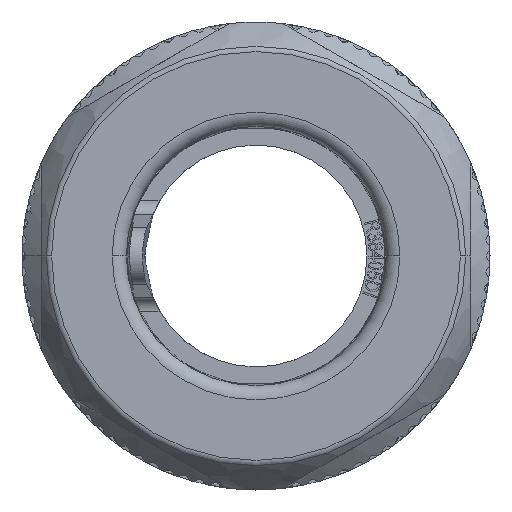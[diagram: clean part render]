
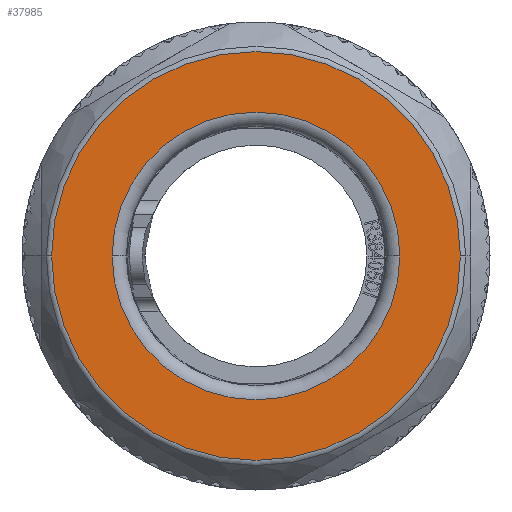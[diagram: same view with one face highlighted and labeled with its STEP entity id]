
A CAD part, left-side view. The second image highlights one B-rep face of the part: STEP entity #37985.
In plain terms, the highlighted planar face has unit normal (-1, 0, 0).
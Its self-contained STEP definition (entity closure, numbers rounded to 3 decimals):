
#366 = DIRECTION ( 'NONE',  ( -1., 0., 0. ) ) ;
#1625 = CARTESIAN_POINT ( 'NONE',  ( -16.929, 0., 0. ) ) ;
#1978 = VERTEX_POINT ( 'NONE', #27598 ) ;
#3973 = CARTESIAN_POINT ( 'NONE',  ( -16.929, 0., 0. ) ) ;
#6737 = DIRECTION ( 'NONE',  ( 0., 1., 0. ) ) ;
#7993 = CARTESIAN_POINT ( 'NONE',  ( -16.929, 0., 0. ) ) ;
#9036 = CIRCLE ( 'NONE', #43411, 10.05 ) ;
#9806 = EDGE_CURVE ( 'NONE', #1978, #38017, #25427, .T. ) ;
#10206 = ORIENTED_EDGE ( 'NONE', *, *, #9806, .T. ) ;
#11228 = EDGE_LOOP ( 'NONE', ( #10206, #34278 ) ) ;
#12792 = DIRECTION ( 'NONE',  ( 0., 1., 0. ) ) ;
#14582 = CARTESIAN_POINT ( 'NONE',  ( -16.929, -14.282, 0. ) ) ;
#16405 = FACE_BOUND ( 'NONE', #23293, .T. ) ;
#23293 = EDGE_LOOP ( 'NONE', ( #42578, #49097 ) ) ;
#23523 = CARTESIAN_POINT ( 'NONE',  ( -16.929, 0., 0. ) ) ;
#23789 = DIRECTION ( 'NONE',  ( 0., 1., 0. ) ) ;
#25004 = CARTESIAN_POINT ( 'NONE',  ( -16.929, -10.05, 0. ) ) ;
#25427 = CIRCLE ( 'NONE', #49448, 14.282 ) ;
#25471 = DIRECTION ( 'NONE',  ( -1., 0., 0. ) ) ;
#27598 = CARTESIAN_POINT ( 'NONE',  ( -16.929, 14.282, 0. ) ) ;
#28313 = AXIS2_PLACEMENT_3D ( 'NONE', #23523, #366, #50072 ) ;
#29334 = CARTESIAN_POINT ( 'NONE',  ( -16.929, 10.05, 0. ) ) ;
#31687 = EDGE_CURVE ( 'NONE', #38017, #1978, #36896, .T. ) ;
#33038 = DIRECTION ( 'NONE',  ( 1., 0., 0. ) ) ;
#34278 = ORIENTED_EDGE ( 'NONE', *, *, #31687, .T. ) ;
#36841 = AXIS2_PLACEMENT_3D ( 'NONE', #3973, #44445, #12792 ) ;
#36896 = CIRCLE ( 'NONE', #28313, 14.282 ) ;
#37672 = VERTEX_POINT ( 'NONE', #29334 ) ;
#37985 = ADVANCED_FACE ( 'NONE', ( #47327, #16405 ), #51116, .F. ) ;
#38017 = VERTEX_POINT ( 'NONE', #14582 ) ;
#42501 = CARTESIAN_POINT ( 'NONE',  ( -16.929, 0., 0. ) ) ;
#42578 = ORIENTED_EDGE ( 'NONE', *, *, #52865, .T. ) ;
#43411 = AXIS2_PLACEMENT_3D ( 'NONE', #42501, #55876, #6737 ) ;
#44216 = EDGE_CURVE ( 'NONE', #55361, #37672, #47092, .T. ) ;
#44445 = DIRECTION ( 'NONE',  ( 1., 0., 0. ) ) ;
#47092 = CIRCLE ( 'NONE', #36841, 10.05 ) ;
#47327 = FACE_OUTER_BOUND ( 'NONE', #11228, .T. ) ;
#48080 = AXIS2_PLACEMENT_3D ( 'NONE', #1625, #33038, #23789 ) ;
#49097 = ORIENTED_EDGE ( 'NONE', *, *, #44216, .T. ) ;
#49448 = AXIS2_PLACEMENT_3D ( 'NONE', #7993, #25471, #56962 ) ;
#50072 = DIRECTION ( 'NONE',  ( 0., 1., 0. ) ) ;
#51116 = PLANE ( 'NONE',  #48080 ) ;
#52865 = EDGE_CURVE ( 'NONE', #37672, #55361, #9036, .T. ) ;
#55361 = VERTEX_POINT ( 'NONE', #25004 ) ;
#55876 = DIRECTION ( 'NONE',  ( 1., 0., 0. ) ) ;
#56962 = DIRECTION ( 'NONE',  ( 0., 1., 0. ) ) ;
